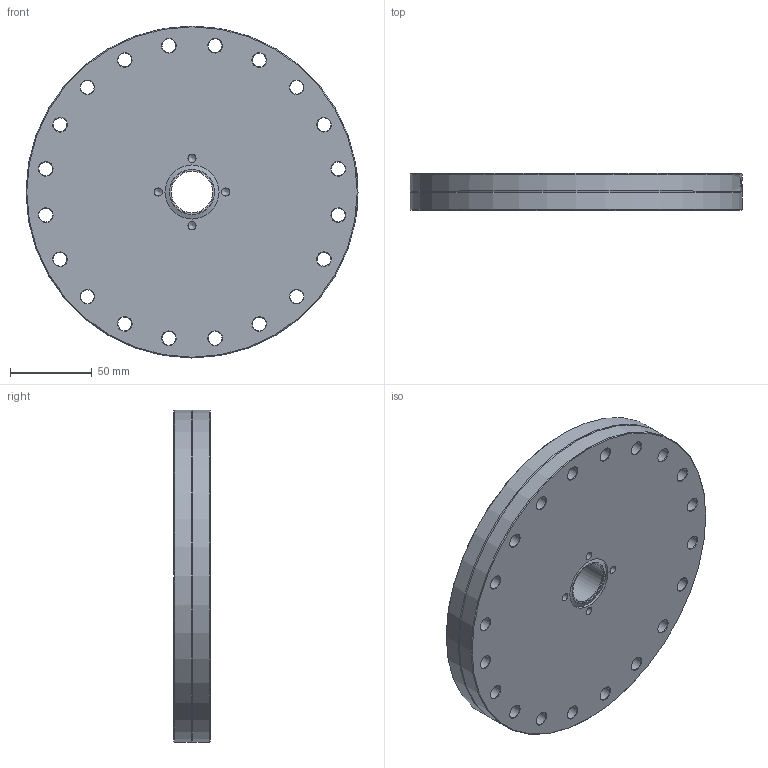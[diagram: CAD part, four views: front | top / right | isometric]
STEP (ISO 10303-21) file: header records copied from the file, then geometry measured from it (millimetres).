
FILE_DESCRIPTION(/* description */ (''),/* implementation_level */ '2;1');
FILE_NAME(/* name */ 'FL-Z160-25.stp',/* time_stamp */ '2023-10-25T11:05:42+01:00',/* author */ ('PaulJarvis'),/* organization */ (''),/* preprocessor_version */ 'ST-DEVELOPER v19.2',/* originating_system */ 'Autodesk Inventor 2023',/* authorisation */ '');
FILE_SCHEMA (('AUTOMOTIVE_DESIGN { 1 0 10303 214 3 1 1 }'));
Length unit declared in the file: millimetre
Products named in the file (1): FL-Z160-25
Bounding box: 203 x 22.4 x 203 mm (x, y, z)
Volume: 660545.6 mm3; surface area: 91136.8 mm2
Topology: 1 solids, 1 shells, 179 faces, 479 edges, 310 vertices
Faces by surface type: bspline 53, cone 51, cylinder 39, plane 35, torus 1
Full cylindrical faces by diameter (mm): 4.917 x4, 8.4 x20, 25.4 x1, 33.02 x1, 171.4 x1, 203 x2
Entity records: 18276 total; most frequent: CARTESIAN_POINT 14003, ORIENTED_EDGE 950, DIRECTION 735, EDGE_CURVE 475, VERTEX_POINT 310, AXIS2_PLACEMENT_3D 278, EDGE_LOOP 233, FACE_OUTER_BOUND 179
